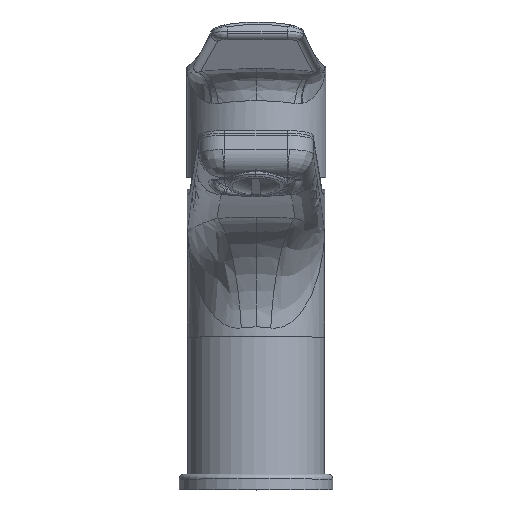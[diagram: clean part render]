
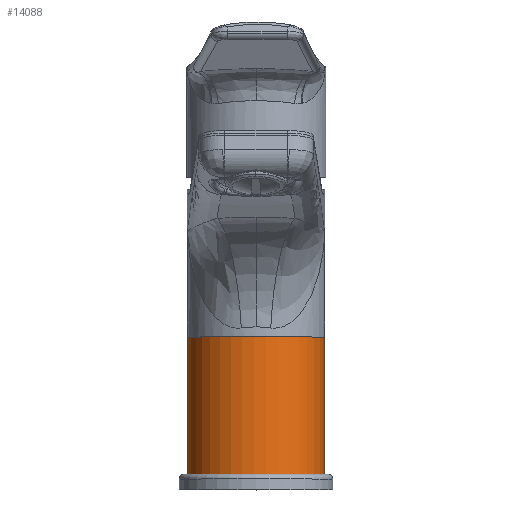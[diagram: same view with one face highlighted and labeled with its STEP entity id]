
A CAD part, top view. The second image highlights one B-rep face of the part: STEP entity #14088.
In plain terms, the highlighted cylindrical face has radius 21 mm (diameter 42 mm), a partial arc.
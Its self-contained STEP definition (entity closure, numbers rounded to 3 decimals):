
#840 = EDGE_CURVE ( 'NONE', #7387, #32881, #32190, .T. ) ;
#1948 = ORIENTED_EDGE ( 'NONE', *, *, #26608, .T. ) ;
#5843 = CARTESIAN_POINT ( 'NONE',  ( 20.991, 27.413, 0.614 ) ) ;
#7336 = CYLINDRICAL_SURFACE ( 'NONE', #25642, 21. ) ;
#7387 = VERTEX_POINT ( 'NONE', #17083 ) ;
#10019 = DIRECTION ( 'NONE',  ( 1., 0., 0.029 ) ) ;
#10219 = CARTESIAN_POINT ( 'NONE',  ( -20.991, 27.413, -0.614 ) ) ;
#10473 = CARTESIAN_POINT ( 'NONE',  ( 0., -14.587, 0. ) ) ;
#11208 = LINE ( 'NONE', #22940, #25091 ) ;
#11272 = EDGE_CURVE ( 'NONE', #13903, #7387, #13209, .T. ) ;
#13209 = CIRCLE ( 'NONE', #27361, 21. ) ;
#13855 = ORIENTED_EDGE ( 'NONE', *, *, #840, .F. ) ;
#13859 = CIRCLE ( 'NONE', #37206, 21. ) ;
#13903 = VERTEX_POINT ( 'NONE', #10219 ) ;
#14088 = ADVANCED_FACE ( 'NONE', ( #24640 ), #7336, .T. ) ;
#15010 = ORIENTED_EDGE ( 'NONE', *, *, #11272, .F. ) ;
#17083 = CARTESIAN_POINT ( 'NONE',  ( 20.991, 27.413, 0.614 ) ) ;
#19115 = EDGE_LOOP ( 'NONE', ( #15010, #32655, #1948, #13855 ) ) ;
#20095 = CARTESIAN_POINT ( 'NONE',  ( -20.991, -14.587, -0.614 ) ) ;
#20495 = DIRECTION ( 'NONE',  ( -1., 0., -0.029 ) ) ;
#21064 = CARTESIAN_POINT ( 'NONE',  ( 0., 27.413, 0. ) ) ;
#22940 = CARTESIAN_POINT ( 'NONE',  ( -20.991, 27.413, -0.614 ) ) ;
#24640 = FACE_OUTER_BOUND ( 'NONE', #19115, .T. ) ;
#25088 = VECTOR ( 'NONE', #26425, 1000. ) ;
#25091 = VECTOR ( 'NONE', #34679, 1000. ) ;
#25642 = AXIS2_PLACEMENT_3D ( 'NONE', #36377, #31175, #10019 ) ;
#26425 = DIRECTION ( 'NONE',  ( 0., -1., 0. ) ) ;
#26608 = EDGE_CURVE ( 'NONE', #37195, #32881, #13859, .T. ) ;
#27361 = AXIS2_PLACEMENT_3D ( 'NONE', #21064, #29147, #20495 ) ;
#29147 = DIRECTION ( 'NONE',  ( 0., 1., 0. ) ) ;
#30862 = DIRECTION ( 'NONE',  ( -1., 0., -0.029 ) ) ;
#31046 = DIRECTION ( 'NONE',  ( 0., 1., 0. ) ) ;
#31175 = DIRECTION ( 'NONE',  ( 0., -1., 0. ) ) ;
#32003 = CARTESIAN_POINT ( 'NONE',  ( 20.991, -14.587, 0.614 ) ) ;
#32190 = LINE ( 'NONE', #5843, #25088 ) ;
#32655 = ORIENTED_EDGE ( 'NONE', *, *, #34334, .T. ) ;
#32881 = VERTEX_POINT ( 'NONE', #32003 ) ;
#34334 = EDGE_CURVE ( 'NONE', #13903, #37195, #11208, .T. ) ;
#34679 = DIRECTION ( 'NONE',  ( 0., -1., 0. ) ) ;
#36377 = CARTESIAN_POINT ( 'NONE',  ( 0., 27.413, 0. ) ) ;
#37195 = VERTEX_POINT ( 'NONE', #20095 ) ;
#37206 = AXIS2_PLACEMENT_3D ( 'NONE', #10473, #31046, #30862 ) ;
